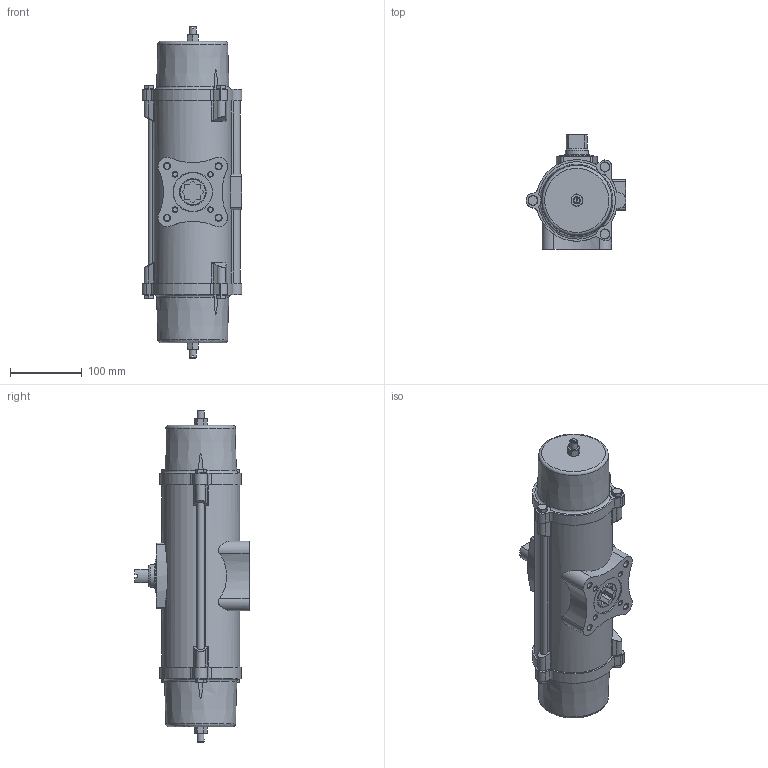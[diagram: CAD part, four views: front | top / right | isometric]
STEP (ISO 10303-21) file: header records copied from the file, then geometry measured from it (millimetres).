
FILE_DESCRIPTION(/* description */ ('STEP AP214'),/* implementation_level */ '2;1');
FILE_NAME(/* name */ '552894_DAPS-0240-090-RS4-F0710-CR',/* time_stamp */ '2024-08-13T16:41:13+02:00',/* author */ ('License CC BY-ND 4.0'),/* organization */ ('CADENAS'),/* preprocessor_version */ 'ST-DEVELOPER v19.3',/* originating_system */ 'PARTsolutions',/* authorisation */ ' ');
FILE_SCHEMA (('AUTOMOTIVE_DESIGN {1 0 10303 214 3 1 1}'));
Length unit declared in the file: millimetre
Products named in the file (3): 552894 DAPS-0240-090-RS4-F0710-CR---0; 552894 DAPS-0240-090-RS4-F0710-CR---(1); 552894 DAPS-0240-090-RS4-F0710-CR---(2)
Assembly tree (2 placements, depth 2):
  552894 DAPS-0240-090-RS4-F0710-CR---0
    552894 DAPS-0240-090-RS4-F0710-CR---(1)
    552894 DAPS-0240-090-RS4-F0710-CR---(2)
Bounding box: 139.57 x 160 x 464 mm (x, y, z)
Volume: 4107892.4 mm3; surface area: 242453.9 mm2
Topology: 2 solids, 2 shells, 443 faces, 1060 edges, 663 vertices
Faces by surface type: plane 206, cylinder 129, cone 94, torus 14
Full cylindrical faces by diameter (mm): 4.134 x8, 4.917 x1, 6.647 x4, 8.376 x4, 8.566 x2, 10 x2, 13 x6, 32 x1, 35.62 x1, 36 x2, 37 x1, 47 x2, 48 x1, 55 x1
Entity records: 13000 total; most frequent: CARTESIAN_POINT 3063, DIRECTION 2062, ORIENTED_EDGE 1962, EDGE_CURVE 981, AXIS2_PLACEMENT_3D 835, VERTEX_POINT 652, FACE_BOUND 555, EDGE_LOOP 554
